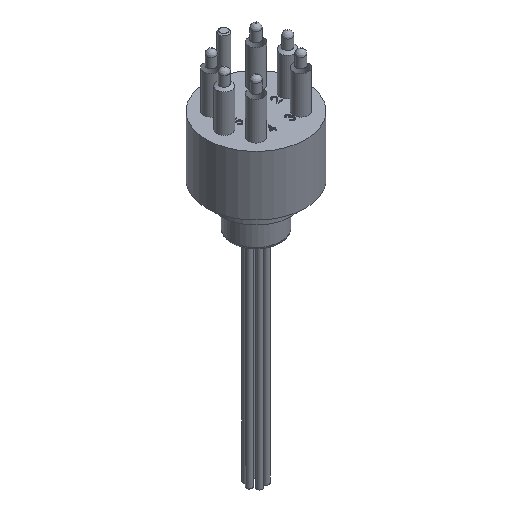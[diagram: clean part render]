
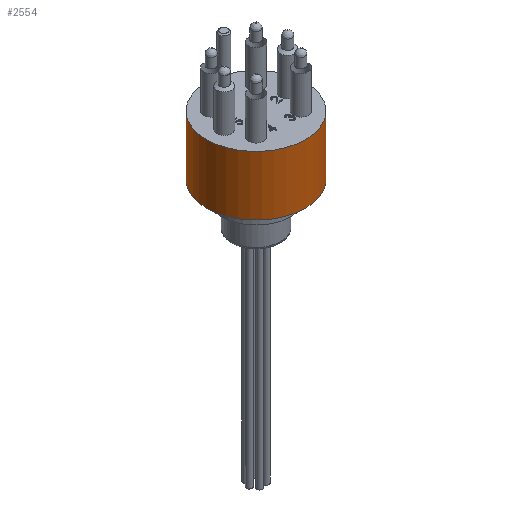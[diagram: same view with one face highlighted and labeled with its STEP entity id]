
A CAD part, isometric view. The second image highlights one B-rep face of the part: STEP entity #2554.
In plain terms, the highlighted cylindrical face has radius 15.875 mm (diameter 31.75 mm), a full revolution.
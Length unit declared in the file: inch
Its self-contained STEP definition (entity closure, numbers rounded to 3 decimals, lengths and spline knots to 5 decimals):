
#262=LINE('',#4022,#440);
#440=VECTOR('',#3258,0.625);
#610=CYLINDRICAL_SURFACE('',#2836,0.625);
#647=FACE_OUTER_BOUND('',#790,.T.);
#790=EDGE_LOOP('',(#1934,#1935,#1936,#1937,#1938,#1939));
#1052=CIRCLE('',#2837,0.625);
#1053=CIRCLE('',#2838,0.625);
#1054=CIRCLE('',#2839,0.625);
#1055=CIRCLE('',#2840,0.625);
#1175=VERTEX_POINT('',#4017);
#1176=VERTEX_POINT('',#4018);
#1177=VERTEX_POINT('',#4021);
#1178=VERTEX_POINT('',#4023);
#1482=EDGE_CURVE('',#1175,#1176,#1052,.T.);
#1483=EDGE_CURVE('',#1176,#1175,#1053,.T.);
#1484=EDGE_CURVE('',#1176,#1177,#262,.T.);
#1485=EDGE_CURVE('',#1177,#1178,#1054,.T.);
#1486=EDGE_CURVE('',#1178,#1177,#1055,.T.);
#1934=ORIENTED_EDGE('',*,*,#1482,.F.);
#1935=ORIENTED_EDGE('',*,*,#1483,.F.);
#1936=ORIENTED_EDGE('',*,*,#1484,.T.);
#1937=ORIENTED_EDGE('',*,*,#1485,.T.);
#1938=ORIENTED_EDGE('',*,*,#1486,.T.);
#1939=ORIENTED_EDGE('',*,*,#1484,.F.);
#2554=ADVANCED_FACE('',(#647),#610,.T.);
#2836=AXIS2_PLACEMENT_3D('',#4016,#3252,#3253);
#2837=AXIS2_PLACEMENT_3D('',#4019,#3254,#3255);
#2838=AXIS2_PLACEMENT_3D('',#4020,#3256,#3257);
#2839=AXIS2_PLACEMENT_3D('',#4024,#3259,#3260);
#2840=AXIS2_PLACEMENT_3D('',#4025,#3261,#3262);
#3252=DIRECTION('center_axis',(0.,0.,1.));
#3253=DIRECTION('ref_axis',(1.,0.,0.));
#3254=DIRECTION('center_axis',(0.,0.,1.));
#3255=DIRECTION('ref_axis',(1.,0.,0.));
#3256=DIRECTION('center_axis',(0.,0.,1.));
#3257=DIRECTION('ref_axis',(1.,0.,0.));
#3258=DIRECTION('',(0.,0.,-1.));
#3259=DIRECTION('center_axis',(0.,0.,1.));
#3260=DIRECTION('ref_axis',(1.,0.,0.));
#3261=DIRECTION('center_axis',(0.,0.,1.));
#3262=DIRECTION('ref_axis',(1.,0.,0.));
#4016=CARTESIAN_POINT('Origin',(-3.42141,1.27638,2.40064));
#4017=CARTESIAN_POINT('',(-2.79641,1.27638,2.40064));
#4018=CARTESIAN_POINT('',(-4.04641,1.27638,2.40064));
#4019=CARTESIAN_POINT('Origin',(-3.42141,1.27638,2.40064));
#4020=CARTESIAN_POINT('Origin',(-3.42141,1.27638,2.40064));
#4021=CARTESIAN_POINT('',(-4.04641,1.27638,1.65064));
#4022=CARTESIAN_POINT('',(-4.04641,1.27638,2.40064));
#4023=CARTESIAN_POINT('',(-2.79641,1.27638,1.65064));
#4024=CARTESIAN_POINT('Origin',(-3.42141,1.27638,1.65064));
#4025=CARTESIAN_POINT('Origin',(-3.42141,1.27638,1.65064));
